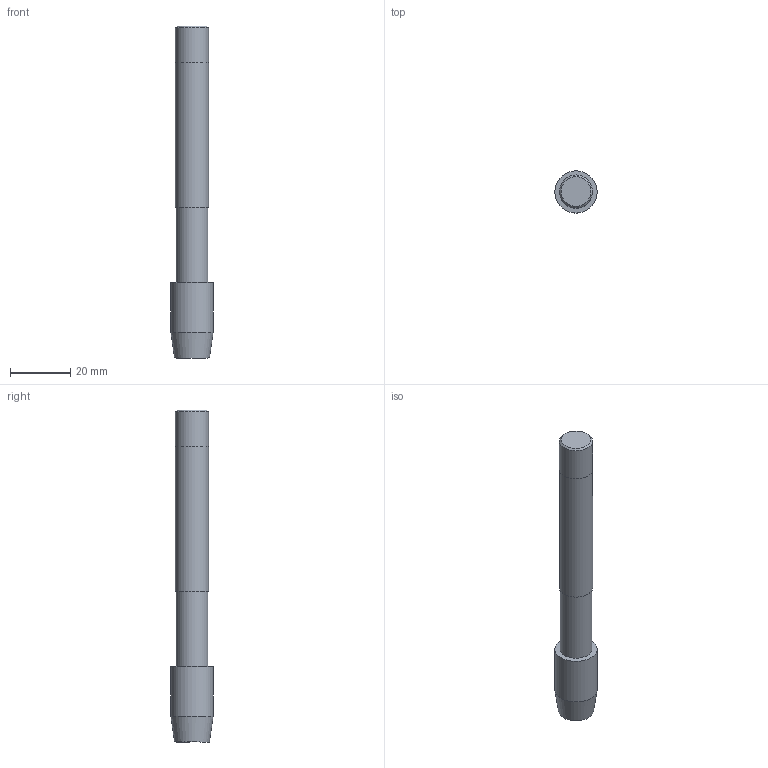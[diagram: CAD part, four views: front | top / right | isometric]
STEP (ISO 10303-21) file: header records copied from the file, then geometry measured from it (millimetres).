
FILE_DESCRIPTION(('STEP'), '1');
FILE_NAME('MOD000000000000000020084286600000.stp', '2019-01-04T11:52:58', (''), (''), 'Express v3.0.0.0', 'Express Tool', 'Unknown');
FILE_SCHEMA(('AUTOMOTIVE_DESIGN'));
Length unit declared in the file: millimetre
Products named in the file (1): NONE
Bounding box: 14 x 14 x 110 mm (x, y, z)
Volume: 11563 mm3; surface area: 6028.9 mm2
Topology: 2 solids, 2 shells, 15 faces, 30 edges, 20 vertices
Faces by surface type: bspline 15
Entity records: 582 total; most frequent: CARTESIAN_POINT 244, ORIENTED_EDGE 50, DIRECTION 50, EDGE_CURVE 25, EDGE_LOOP 17, AXIS2_PLACEMENT_3D 17, LINE 16, VECTOR 16
